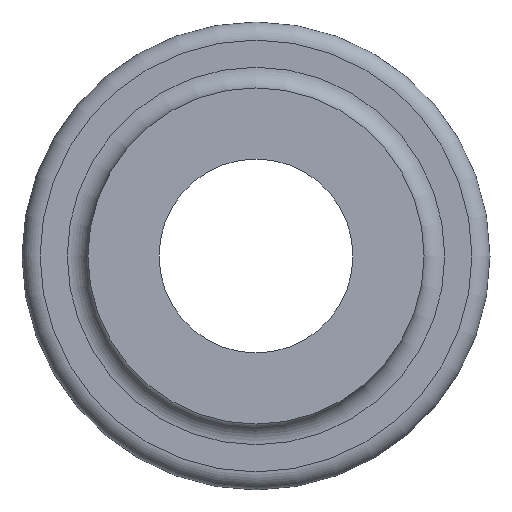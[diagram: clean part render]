
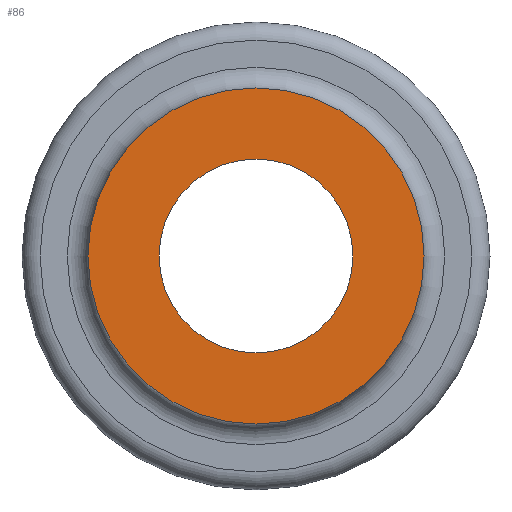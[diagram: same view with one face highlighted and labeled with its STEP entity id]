
A CAD part, front view. The second image highlights one B-rep face of the part: STEP entity #86.
In plain terms, the highlighted planar face has unit normal (0, -1, 0).
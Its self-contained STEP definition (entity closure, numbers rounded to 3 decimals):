
#45=PLANE('',#411);
#86=ADVANCED_FACE('',(#148,#149),#45,.T.);
#148=FACE_BOUND('',#206,.T.);
#149=FACE_BOUND('',#207,.T.);
#206=EDGE_LOOP('',(#264));
#207=EDGE_LOOP('',(#265));
#264=ORIENTED_EDGE('',*,*,#323,.T.);
#265=ORIENTED_EDGE('',*,*,#296,.F.);
#267=VERTEX_POINT('',#534);
#294=VERTEX_POINT('',#615);
#296=EDGE_CURVE('',#267,#267,#325,.T.);
#323=EDGE_CURVE('',#294,#294,#352,.T.);
#325=CIRCLE('',#355,3.25);
#352=CIRCLE('',#409,1.875);
#355=AXIS2_PLACEMENT_3D('',#533,#416,#417);
#409=AXIS2_PLACEMENT_3D('',#614,#524,#525);
#411=AXIS2_PLACEMENT_3D('',#617,#528,#529);
#416=DIRECTION('',(0.,1.,0.));
#417=DIRECTION('',(-1.,0.,0.));
#524=DIRECTION('',(0.,1.,0.));
#525=DIRECTION('',(-1.,0.,0.));
#528=DIRECTION('',(0.,-1.,0.));
#529=DIRECTION('',(1.,0.,0.));
#533=CARTESIAN_POINT('',(0.,0.,0.));
#534=CARTESIAN_POINT('',(-3.25,0.,0.));
#614=CARTESIAN_POINT('',(0.,0.,0.));
#615=CARTESIAN_POINT('',(-1.875,0.,0.));
#617=CARTESIAN_POINT('',(-3.25,0.,0.));
